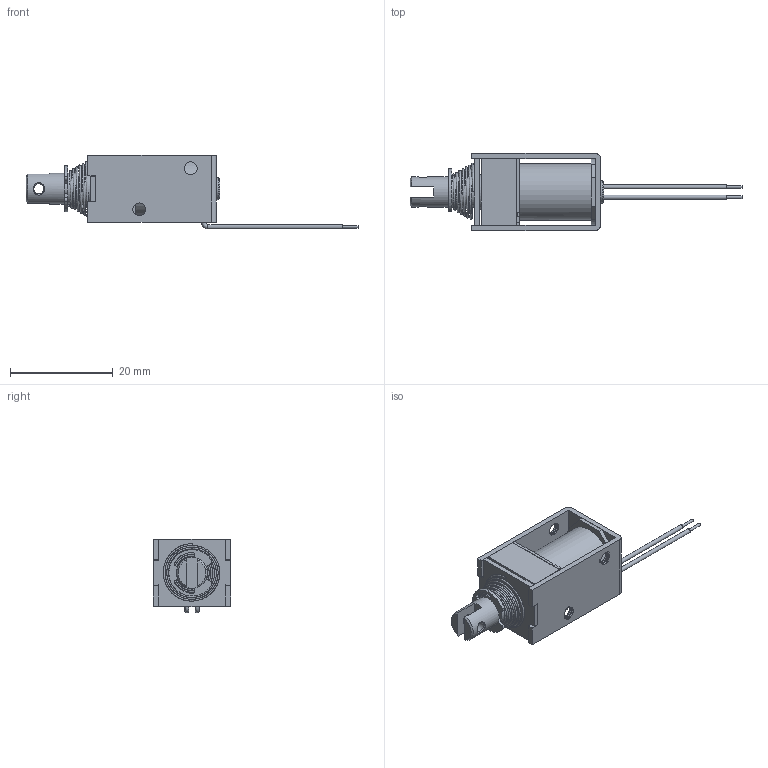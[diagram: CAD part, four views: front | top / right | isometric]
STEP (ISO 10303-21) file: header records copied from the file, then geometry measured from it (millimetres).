
FILE_DESCRIPTION(/* description */ ('Unknown'),/* implementation_level */ '2;1');
FILE_NAME(/* name */ 'K0625L',/* time_stamp */ '2019-06-10T13:08:49+02:00',/* author */ ('Unknown'),/* organization */ ('Unknown'),/* preprocessor_version */ 'ST-DEVELOPER v16.7',/* originating_system */ 'DEX',/* authorisation */ $);
FILE_SCHEMA (('AUTOMOTIVE_DESIGN {1 0 10303 214 3 1 1}'));
Length unit declared in the file: millimetre
Products named in the file (10): K0625L; BD131201; DF062048; DD06212R; K0625線圈組下出線; BD031111壓縮4.4mm; BD020401; DE061120; DB063221; DA060151
Assembly tree (10 placements, depth 2):
  K0625L
    BD131201  x2
    DF062048
    DD06212R
    K0625線圈組下出線
    BD031111壓縮4.4mm
    BD020401
    DE061120
    DB063221
    DA060151
Bounding box: 64.5 x 15 x 14.34 mm (x, y, z)
Volume: 3882.9 mm3; surface area: 6444 mm2
Topology: 10 solids, 10 shells, 179 faces, 429 edges, 278 vertices
Faces by surface type: plane 102, cylinder 48, cone 22, torus 4, bspline 3
Full cylindrical faces by diameter (mm): 0.5 x2, 0.8 x4, 2 x2, 2.5 x8, 3 x1, 4 x1, 4.3 x1, 4.4 x1, 6 x3, 6.15 x1, 6.75 x1, 6.8 x1, 6.85 x1, 11 x1
Entity records: 8476 total; most frequent: CARTESIAN_POINT 4402, DIRECTION 806, ORIENTED_EDGE 694, EDGE_CURVE 347, AXIS2_PLACEMENT_3D 296, VERTEX_POINT 258, FACE_BOUND 255, EDGE_LOOP 254
